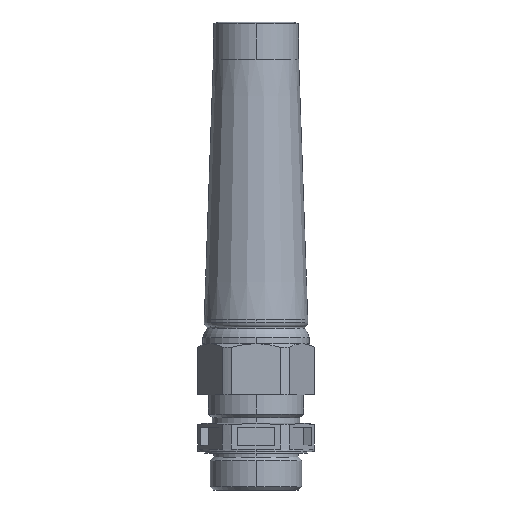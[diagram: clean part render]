
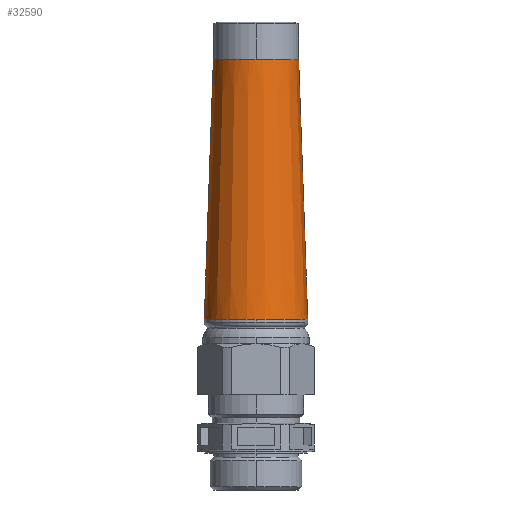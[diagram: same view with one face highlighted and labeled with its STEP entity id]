
A CAD part, front view. The second image highlights one B-rep face of the part: STEP entity #32590.
In plain terms, the highlighted conical face has half-angle 2 degrees and reference radius 11.664 mm.
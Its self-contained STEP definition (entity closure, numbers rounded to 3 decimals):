
#26600=CARTESIAN_POINT('',(-14.146,46.73,0.));
#26610=VERTEX_POINT('',#26600);
#26820=CARTESIAN_POINT('',(14.146,46.73,0.));
#26830=VERTEX_POINT('',#26820);
#26860=CARTESIAN_POINT('',(0.,46.73,0.));
#26870=DIRECTION('',(0.,-1.,0.));
#26880=DIRECTION('',(0.,0.,-1.));
#26890=AXIS2_PLACEMENT_3D('',#26860,#26870,#26880);
#26900=CIRCLE('',#26890,14.146);
#26910=CARTESIAN_POINT('',(0.,46.73,-14.146));
#26920=VERTEX_POINT('',#26910);
#26930=EDGE_CURVE('',#26920,#26830,#26900,.T.);
#26950=EDGE_CURVE('',#26610,#26920,#26900,.T.);
#32090=CARTESIAN_POINT('',(0.,117.81,0.));
#32100=DIRECTION('',(0.,-1.,0.));
#32110=DIRECTION('',(0.,0.,-1.));
#32120=AXIS2_PLACEMENT_3D('',#32090,#32100,#32110);
#32130=CIRCLE('',#32120,11.664);
#32140=CARTESIAN_POINT('',(0.,117.81,-11.664));
#32150=VERTEX_POINT('',#32140);
#32160=CARTESIAN_POINT('',(11.664,117.81,0.
));
#32170=VERTEX_POINT('',#32160);
#32180=EDGE_CURVE('',#32150,#32170,#32130,.T.);
#32200=CARTESIAN_POINT('',(-11.664,117.81,0.));
#32210=VERTEX_POINT('',#32200);
#32240=EDGE_CURVE('',#32210,#32150,#32130,.T.);
#32360=CARTESIAN_POINT('',(0.,117.81,0.));
#32370=DIRECTION('',(0.,-1.,0.));
#32380=DIRECTION('',(-1.,0.,0.));
#32390=AXIS2_PLACEMENT_3D('',#32360,#32370,#32380);
#32400=CONICAL_SURFACE('',#32390,11.664,0.035);
#32410=ORIENTED_EDGE('',*,*,#26930,.F.);
#32420=CARTESIAN_POINT('',(11.664,117.81,0.
));
#32430=DIRECTION('',(0.035,-0.999,
0.));
#32440=VECTOR('',#32430,334.222);
#32450=LINE('',#32420,#32440);
#32460=EDGE_CURVE('',#32170,#26830,#32450,.T.);
#32470=ORIENTED_EDGE('',*,*,#32460,.T.);
#32480=ORIENTED_EDGE('',*,*,#32180,.T.);
#32490=ORIENTED_EDGE('',*,*,#32240,.T.);
#32500=CARTESIAN_POINT('',(-11.664,117.81,0.));
#32510=DIRECTION('',(-0.035,-0.999,0.));
#32520=VECTOR('',#32510,334.222);
#32530=LINE('',#32500,#32520);
#32540=EDGE_CURVE('',#32210,#26610,#32530,.T.);
#32550=ORIENTED_EDGE('',*,*,#32540,.F.);
#32560=ORIENTED_EDGE('',*,*,#26950,.F.);
#32570=EDGE_LOOP('',(#32560,#32550,#32490,#32480,#32470,#32410));
#32580=FACE_OUTER_BOUND('',#32570,.T.);
#32590=ADVANCED_FACE('',(#32580),#32400,.T.);
